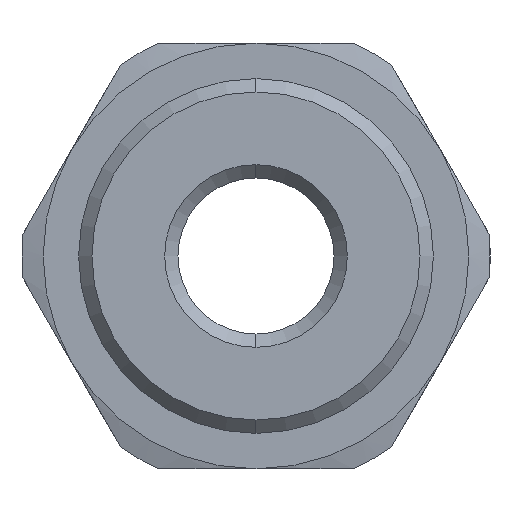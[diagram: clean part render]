
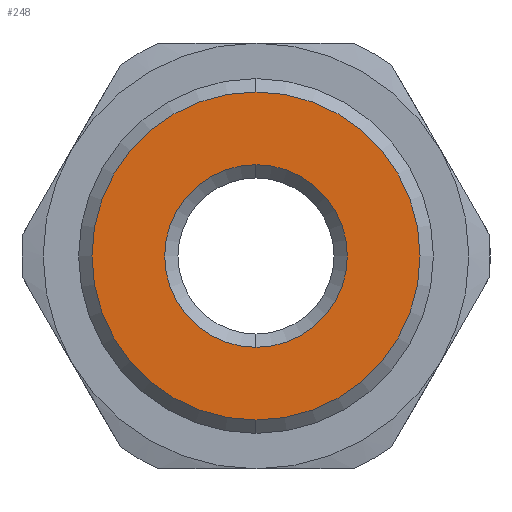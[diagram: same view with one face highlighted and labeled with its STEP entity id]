
A CAD part, left-side view. The second image highlights one B-rep face of the part: STEP entity #248.
In plain terms, the highlighted planar face has unit normal (-1, 0, 0).
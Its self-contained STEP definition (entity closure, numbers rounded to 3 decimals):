
#22 = AXIS2_PLACEMENT_3D ( 'NONE', #4016, #264, #233 ) ;
#192 = VERTEX_POINT ( 'NONE', #2454 ) ;
#233 = DIRECTION ( 'NONE',  ( 0., 0., -1. ) ) ;
#248 = ADVANCED_FACE ( 'NONE', ( #432, #2831 ), #2148, .F. ) ;
#264 = DIRECTION ( 'NONE',  ( -1., 0., 0. ) ) ;
#281 = EDGE_CURVE ( 'NONE', #2895, #192, #3843, .T. ) ;
#347 = AXIS2_PLACEMENT_3D ( 'NONE', #3548, #1784, #1460 ) ;
#396 = EDGE_CURVE ( 'NONE', #4102, #2829, #3577, .T. ) ;
#429 = EDGE_CURVE ( 'NONE', #2829, #4102, #2440, .T. ) ;
#432 = FACE_OUTER_BOUND ( 'NONE', #1776, .T. ) ;
#451 = EDGE_CURVE ( 'NONE', #192, #2895, #3094, .T. ) ;
#524 = CARTESIAN_POINT ( 'NONE',  ( 0., 0., 9.25 ) ) ;
#527 = CARTESIAN_POINT ( 'NONE',  ( 0., 0., -9.25 ) ) ;
#566 = CARTESIAN_POINT ( 'NONE',  ( 0., 0., -5.15 ) ) ;
#1261 = AXIS2_PLACEMENT_3D ( 'NONE', #3002, #1320, #1644 ) ;
#1320 = DIRECTION ( 'NONE',  ( 1., 0., 0. ) ) ;
#1457 = ORIENTED_EDGE ( 'NONE', *, *, #429, .T. ) ;
#1460 = DIRECTION ( 'NONE',  ( 0., 0., -1. ) ) ;
#1644 = DIRECTION ( 'NONE',  ( 0., 0., -1. ) ) ;
#1776 = EDGE_LOOP ( 'NONE', ( #2728, #1457 ) ) ;
#1784 = DIRECTION ( 'NONE',  ( 1., 0., 0. ) ) ;
#1792 = AXIS2_PLACEMENT_3D ( 'NONE', #3928, #3584, #2899 ) ;
#1821 = ORIENTED_EDGE ( 'NONE', *, *, #451, .T. ) ;
#1936 = DIRECTION ( 'NONE',  ( 0., 0., -1. ) ) ;
#1971 = DIRECTION ( 'NONE',  ( -1., 0., 0. ) ) ;
#2148 = PLANE ( 'NONE',  #347 ) ;
#2296 = AXIS2_PLACEMENT_3D ( 'NONE', #3644, #1971, #1936 ) ;
#2440 = CIRCLE ( 'NONE', #22, 9.25 ) ;
#2454 = CARTESIAN_POINT ( 'NONE',  ( 0., 0., 5.15 ) ) ;
#2728 = ORIENTED_EDGE ( 'NONE', *, *, #396, .T. ) ;
#2829 = VERTEX_POINT ( 'NONE', #524 ) ;
#2831 = FACE_BOUND ( 'NONE', #3277, .T. ) ;
#2895 = VERTEX_POINT ( 'NONE', #566 ) ;
#2899 = DIRECTION ( 'NONE',  ( 0., 0., -1. ) ) ;
#3002 = CARTESIAN_POINT ( 'NONE',  ( 0., 0., 0. ) ) ;
#3094 = CIRCLE ( 'NONE', #1261, 5.15 ) ;
#3277 = EDGE_LOOP ( 'NONE', ( #1821, #4047 ) ) ;
#3548 = CARTESIAN_POINT ( 'NONE',  ( 0., 0., 0. ) ) ;
#3577 = CIRCLE ( 'NONE', #2296, 9.25 ) ;
#3584 = DIRECTION ( 'NONE',  ( 1., 0., 0. ) ) ;
#3644 = CARTESIAN_POINT ( 'NONE',  ( 0., 0., 0. ) ) ;
#3843 = CIRCLE ( 'NONE', #1792, 5.15 ) ;
#3928 = CARTESIAN_POINT ( 'NONE',  ( 0., 0., 0. ) ) ;
#4016 = CARTESIAN_POINT ( 'NONE',  ( 0., 0., 0. ) ) ;
#4047 = ORIENTED_EDGE ( 'NONE', *, *, #281, .T. ) ;
#4102 = VERTEX_POINT ( 'NONE', #527 ) ;
